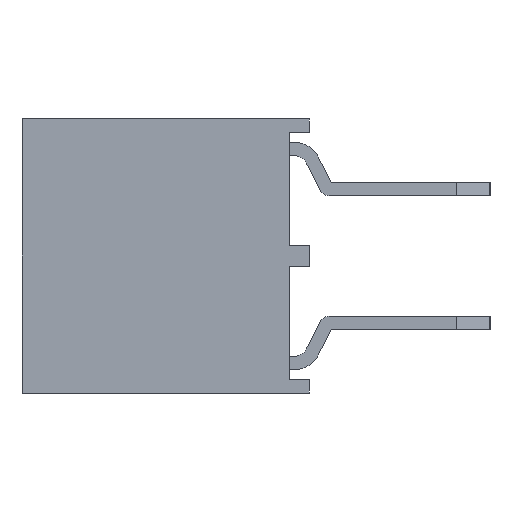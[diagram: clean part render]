
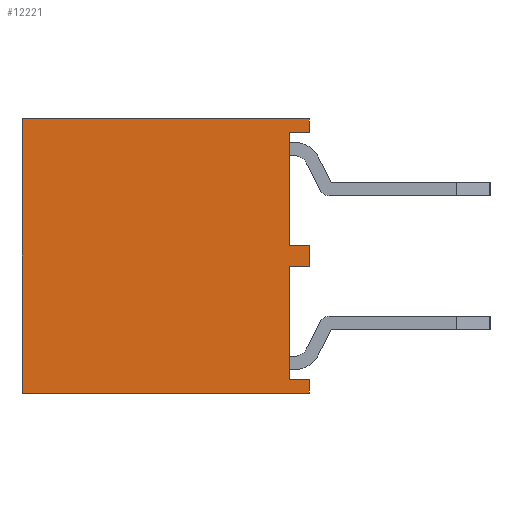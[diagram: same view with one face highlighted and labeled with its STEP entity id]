
A CAD part, left-side view. The second image highlights one B-rep face of the part: STEP entity #12221.
In plain terms, the highlighted planar face has unit normal (-1, 0, 0).
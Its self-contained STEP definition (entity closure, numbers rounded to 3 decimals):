
#328 = EDGE_CURVE ( 'NONE', #30084, #7531, #22473, .T. ) ;
#517 = CARTESIAN_POINT ( 'NONE',  ( -13., 4., -2.05 ) ) ;
#736 = EDGE_CURVE ( 'NONE', #20837, #31874, #28541, .T. ) ;
#909 = ORIENTED_EDGE ( 'NONE', *, *, #33931, .F. ) ;
#995 = CARTESIAN_POINT ( 'NONE',  ( -13., 0., -1.85 ) ) ;
#1121 = ORIENTED_EDGE ( 'NONE', *, *, #27549, .F. ) ;
#1205 = EDGE_CURVE ( 'NONE', #30084, #21972, #34896, .T. ) ;
#1438 = VERTEX_POINT ( 'NONE', #32589 ) ;
#1644 = VERTEX_POINT ( 'NONE', #6992 ) ;
#2065 = DIRECTION ( 'NONE',  ( 0., 0., 1. ) ) ;
#2110 = LINE ( 'NONE', #15423, #12827 ) ;
#2400 = CARTESIAN_POINT ( 'NONE',  ( -13., 0., -2.05 ) ) ;
#2747 = LINE ( 'NONE', #13589, #22817 ) ;
#2901 = VECTOR ( 'NONE', #30555, 1000. ) ;
#3054 = CARTESIAN_POINT ( 'NONE',  ( -13., 0., 2.05 ) ) ;
#4542 = DIRECTION ( 'NONE',  ( 0., 0., -1. ) ) ;
#4754 = CARTESIAN_POINT ( 'NONE',  ( -13., 0., -2.05 ) ) ;
#5220 = VERTEX_POINT ( 'NONE', #21606 ) ;
#5400 = VECTOR ( 'NONE', #19748, 1000. ) ;
#5421 = DIRECTION ( 'NONE',  ( 0., 1., 0. ) ) ;
#5482 = VECTOR ( 'NONE', #15569, 1000. ) ;
#5642 = CARTESIAN_POINT ( 'NONE',  ( -13., 0., 0.15 ) ) ;
#6083 = DIRECTION ( 'NONE',  ( 0., -1., 0. ) ) ;
#6841 = EDGE_CURVE ( 'NONE', #7203, #5220, #2747, .T. ) ;
#6992 = CARTESIAN_POINT ( 'NONE',  ( -13., -0.3, -0.15 ) ) ;
#7203 = VERTEX_POINT ( 'NONE', #11784 ) ;
#7335 = CARTESIAN_POINT ( 'NONE',  ( -13., 0., -0.15 ) ) ;
#7531 = VERTEX_POINT ( 'NONE', #12076 ) ;
#8481 = CARTESIAN_POINT ( 'NONE',  ( -13., 0., 1.85 ) ) ;
#8677 = ORIENTED_EDGE ( 'NONE', *, *, #6841, .F. ) ;
#8865 = LINE ( 'NONE', #517, #30614 ) ;
#10201 = ORIENTED_EDGE ( 'NONE', *, *, #28415, .F. ) ;
#10689 = VECTOR ( 'NONE', #2065, 1000. ) ;
#11642 = VECTOR ( 'NONE', #6083, 1000. ) ;
#11784 = CARTESIAN_POINT ( 'NONE',  ( -13., -0.3, 2.05 ) ) ;
#12076 = CARTESIAN_POINT ( 'NONE',  ( -13., -0.3, 0.15 ) ) ;
#12177 = DIRECTION ( 'NONE',  ( 0., -1., 0. ) ) ;
#12221 = ADVANCED_FACE ( 'NONE', ( #21910 ), #26524, .T. ) ;
#12827 = VECTOR ( 'NONE', #18797, 1000. ) ;
#13258 = CARTESIAN_POINT ( 'NONE',  ( -13., 0., -2.05 ) ) ;
#13497 = CARTESIAN_POINT ( 'NONE',  ( -13., -0.3, 0.15 ) ) ;
#13589 = CARTESIAN_POINT ( 'NONE',  ( -13., -0.3, 1.85 ) ) ;
#13769 = VERTEX_POINT ( 'NONE', #995 ) ;
#14493 = CARTESIAN_POINT ( 'NONE',  ( -13., 0., 0.15 ) ) ;
#14999 = VERTEX_POINT ( 'NONE', #33298 ) ;
#15144 = LINE ( 'NONE', #7335, #33916 ) ;
#15223 = AXIS2_PLACEMENT_3D ( 'NONE', #2400, #15882, #5421 ) ;
#15423 = CARTESIAN_POINT ( 'NONE',  ( -13., 0., -1.85 ) ) ;
#15569 = DIRECTION ( 'NONE',  ( 0., 1., 0. ) ) ;
#15651 = ORIENTED_EDGE ( 'NONE', *, *, #27534, .F. ) ;
#15882 = DIRECTION ( 'NONE',  ( -1., 0., 0. ) ) ;
#16678 = LINE ( 'NONE', #13497, #30040 ) ;
#17623 = ORIENTED_EDGE ( 'NONE', *, *, #328, .F. ) ;
#18145 = DIRECTION ( 'NONE',  ( 0., -1., 0. ) ) ;
#18797 = DIRECTION ( 'NONE',  ( 0., -1., 0. ) ) ;
#19150 = ORIENTED_EDGE ( 'NONE', *, *, #1205, .T. ) ;
#19335 = DIRECTION ( 'NONE',  ( 0., 0., -1. ) ) ;
#19748 = DIRECTION ( 'NONE',  ( 0., 0., 1. ) ) ;
#20518 = CARTESIAN_POINT ( 'NONE',  ( -13., 4., -2.05 ) ) ;
#20690 = EDGE_CURVE ( 'NONE', #13769, #1438, #2110, .T. ) ;
#20837 = VERTEX_POINT ( 'NONE', #27128 ) ;
#21606 = CARTESIAN_POINT ( 'NONE',  ( -13., -0.3, 1.85 ) ) ;
#21883 = VECTOR ( 'NONE', #12177, 1000. ) ;
#21910 = FACE_OUTER_BOUND ( 'NONE', #24569, .T. ) ;
#21972 = VERTEX_POINT ( 'NONE', #27404 ) ;
#22066 = CARTESIAN_POINT ( 'NONE',  ( -13., 0., -2.05 ) ) ;
#22473 = LINE ( 'NONE', #14493, #21883 ) ;
#22666 = EDGE_CURVE ( 'NONE', #13769, #34087, #32897, .T. ) ;
#22817 = VECTOR ( 'NONE', #4542, 1000. ) ;
#23943 = ORIENTED_EDGE ( 'NONE', *, *, #736, .F. ) ;
#24513 = LINE ( 'NONE', #3054, #11642 ) ;
#24569 = EDGE_LOOP ( 'NONE', ( #33101, #27378, #15651, #17623, #19150, #30493, #8677, #909, #1121, #23943, #10201, #26474 ) ) ;
#24865 = CARTESIAN_POINT ( 'NONE',  ( -13., -0.3, -2.05 ) ) ;
#24958 = LINE ( 'NONE', #8481, #27914 ) ;
#25119 = EDGE_CURVE ( 'NONE', #34087, #1644, #15144, .T. ) ;
#26474 = ORIENTED_EDGE ( 'NONE', *, *, #20690, .F. ) ;
#26524 = PLANE ( 'NONE',  #15223 ) ;
#27128 = CARTESIAN_POINT ( 'NONE',  ( -13., -0.3, -2.05 ) ) ;
#27283 = DIRECTION ( 'NONE',  ( 0., -1., 0. ) ) ;
#27378 = ORIENTED_EDGE ( 'NONE', *, *, #25119, .T. ) ;
#27404 = CARTESIAN_POINT ( 'NONE',  ( -13., 0., 1.85 ) ) ;
#27534 = EDGE_CURVE ( 'NONE', #7531, #1644, #16678, .T. ) ;
#27549 = EDGE_CURVE ( 'NONE', #31874, #14999, #8865, .T. ) ;
#27914 = VECTOR ( 'NONE', #27283, 1000. ) ;
#28065 = CARTESIAN_POINT ( 'NONE',  ( -13., 0., -0.15 ) ) ;
#28415 = EDGE_CURVE ( 'NONE', #1438, #20837, #30388, .T. ) ;
#28541 = LINE ( 'NONE', #4754, #5482 ) ;
#30017 = EDGE_CURVE ( 'NONE', #21972, #5220, #24958, .T. ) ;
#30040 = VECTOR ( 'NONE', #19335, 1000. ) ;
#30084 = VERTEX_POINT ( 'NONE', #5642 ) ;
#30338 = DIRECTION ( 'NONE',  ( 0., 0., 1. ) ) ;
#30388 = LINE ( 'NONE', #24865, #2901 ) ;
#30493 = ORIENTED_EDGE ( 'NONE', *, *, #30017, .T. ) ;
#30555 = DIRECTION ( 'NONE',  ( 0., 0., -1. ) ) ;
#30614 = VECTOR ( 'NONE', #30338, 1000. ) ;
#31874 = VERTEX_POINT ( 'NONE', #20518 ) ;
#32589 = CARTESIAN_POINT ( 'NONE',  ( -13., -0.3, -1.85 ) ) ;
#32897 = LINE ( 'NONE', #22066, #5400 ) ;
#33101 = ORIENTED_EDGE ( 'NONE', *, *, #22666, .T. ) ;
#33298 = CARTESIAN_POINT ( 'NONE',  ( -13., 4., 2.05 ) ) ;
#33916 = VECTOR ( 'NONE', #18145, 1000. ) ;
#33931 = EDGE_CURVE ( 'NONE', #14999, #7203, #24513, .T. ) ;
#34087 = VERTEX_POINT ( 'NONE', #28065 ) ;
#34896 = LINE ( 'NONE', #13258, #10689 ) ;
